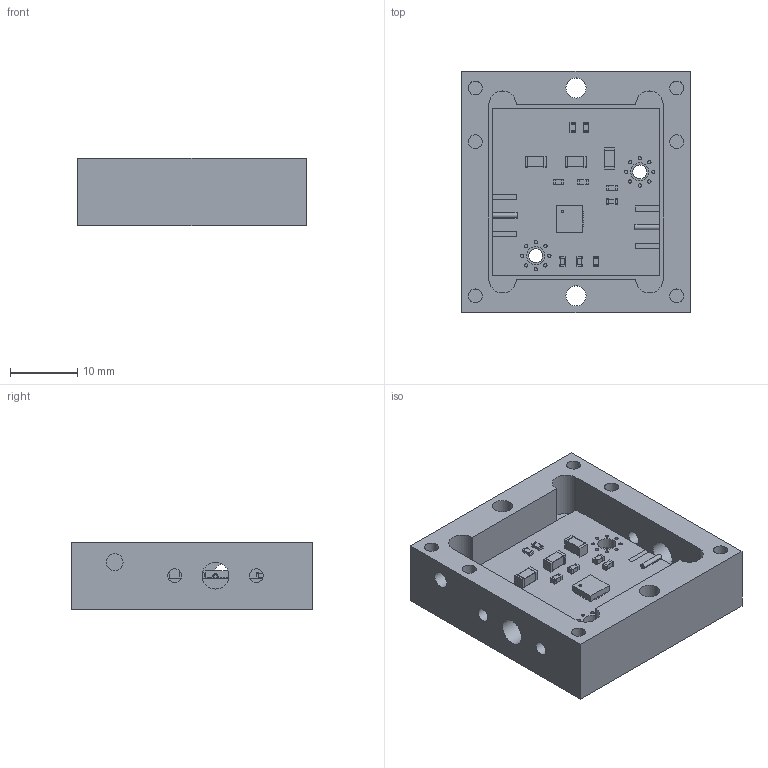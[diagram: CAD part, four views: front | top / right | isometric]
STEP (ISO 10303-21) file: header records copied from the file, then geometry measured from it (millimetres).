
FILE_DESCRIPTION(/* description */ (''),/* implementation_level */ '2;1');
FILE_NAME(/* name */ 'case_10mm.step',/* time_stamp */ '2019-04-27T19:19:58+02:00',/* author */ ('julixau'),/* organization */ (''),/* preprocessor_version */ 'ST-DEVELOPER v17.2',/* originating_system */ 'Autodesk Translation Framework v7.6.0.251',/* authorisation */ '');
FILE_SCHEMA (('AUTOMOTIVE_DESIGN { 1 0 10303 214 3 1 1 }'));
Length unit declared in the file: millimetre
Products named in the file (138): case_10mm_d4; box; 2-4GHzPA_step; 132323_3d_model_file; FACE; FACE (1); FACE (5); FACE (16); FACE (17); FACE (18); FACE (53); FACE (54); FACE (55); FACE (56); FACE (57); 132323_3d_model_file_1; FACE (58); FACE_1; Component82; Component93; FACE (1)_1; Component80; Component101; FACE (2); FACE (3); FACE (4); FACE (5)_1; Component79; Component98; FACE (6); FACE (7); FACE (8); FACE (9); FACE (10); FACE (11); FACE (12); FACE (13); FACE (14); FACE (15); FACE (16)_1 ...
Assembly tree (248 placements, depth 6):
  case_10mm_d4
    box
      2-4GHzPA_step
        132323_3d_model_file
          FACE (58)
          FACE
            Component82
            Component93
          FACE (1)
            Component80
            Component101
          FACE (2)
          FACE (3)
          FACE (4)
          FACE (5)
            Component79
            Component98
          FACE (6)
          FACE (7)
          FACE (8)
          FACE (9)
          FACE (10)
          FACE (11)
          FACE (12)
          FACE (13)
          FACE (14)
          FACE (15)
          FACE (16)
            Component81
            Component96
          FACE (17)
            Component85
            Component105
          FACE (18)
            Component83
            Component84
          FACE (19)
          FACE (20)
          FACE (21)
          FACE (23)
          FACE (24)
          FACE (25)
          FACE (26)
          FACE (27)
          FACE (28)
          FACE (29)
          FACE (30)
          FACE (31)
          FACE (32)
          FACE (33)
          FACE (34)
          FACE (35)
          FACE (36)
          FACE (37)
          FACE (38)
          FACE (39)
          FACE (40)
          FACE (41)
          FACE (42)
          FACE (43)
Bounding box: 34 x 36 x 10 mm (x, y, z)
Volume: 7921.9 mm3; surface area: 7381.7 mm2
Topology: 57 solids, 101 shells, 1724 faces, 4608 edges, 3140 vertices
Faces by surface type: plane 1036, cylinder 680, cone 8
Full cylindrical faces by diameter (mm): 0.216 x16, 0.4 x1, 0.5 x16, 2.075 x12, 2.529 x1, 2.7 x2, 3 x2, 4 x2
Entity records: 23052 total; most frequent: DIRECTION 3840, CARTESIAN_POINT 3644, ORIENTED_EDGE 2964, EDGE_CURVE 1524, AXIS2_PLACEMENT_3D 1396, VERTEX_POINT 1064, LINE 1048, VECTOR 1048
